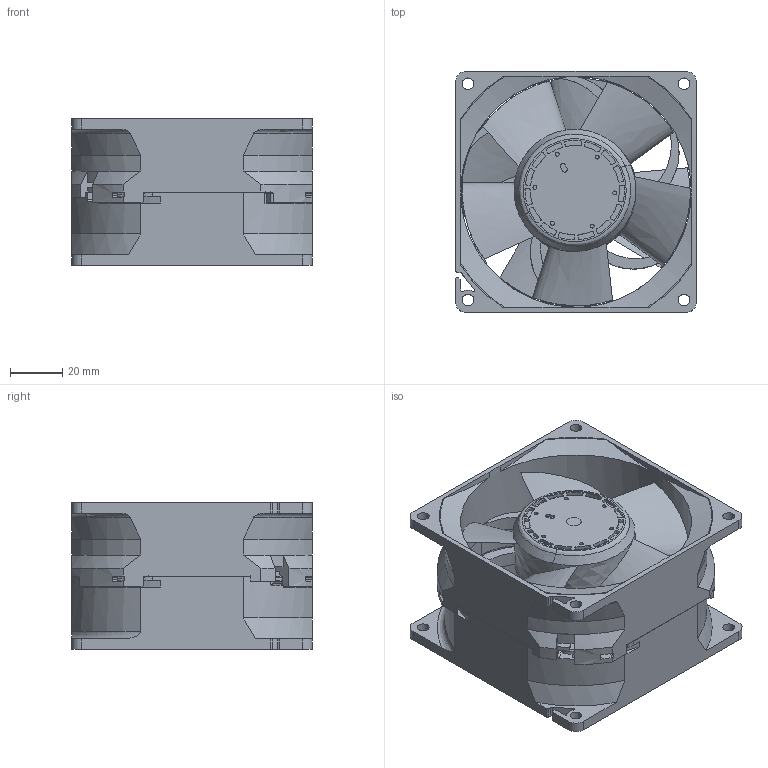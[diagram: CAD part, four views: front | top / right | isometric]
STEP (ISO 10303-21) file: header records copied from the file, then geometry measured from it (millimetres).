
FILE_DESCRIPTION((''),'2;1');
FILE_NAME('ASM0021_ASM_ASM','2020-03-27T',('MARS.LEE'),(''),'CREO PARAMETRIC BY PTC INC, 2015080','CREO PARAMETRIC BY PTC INC, 2015080','');
FILE_SCHEMA(('CONFIG_CONTROL_DESIGN'));
Length unit declared in the file: millimetre
Products named in the file (5): MSBR-4; MSBR-3_1; MSBR-2_1_2; MSBR-1_1_2; ASM0021_ASM_ASM
Assembly tree (4 placements, depth 2):
  ASM0021_ASM_ASM
    MSBR-4
    MSBR-3_1
    MSBR-2_1_2
    MSBR-1_1_2
Bounding box: 92 x 92 x 56 mm (x, y, z)
Volume: 183614.4 mm3; surface area: 87122.1 mm2
Topology: 4 solids, 6 shells, 752 faces, 2182 edges, 1474 vertices
Faces by surface type: cylinder 266, bspline 212, plane 206, cone 46, torus 20, revolution 2
Entity records: 34734 total; most frequent: CARTESIAN_POINT 16110, ORIENTED_EDGE 4362, DIRECTION 3164, EDGE_CURVE 2181, VERTEX_POINT 1474, AXIS2_PLACEMENT_3D 1195, EDGE_LOOP 835, VECTOR 772
